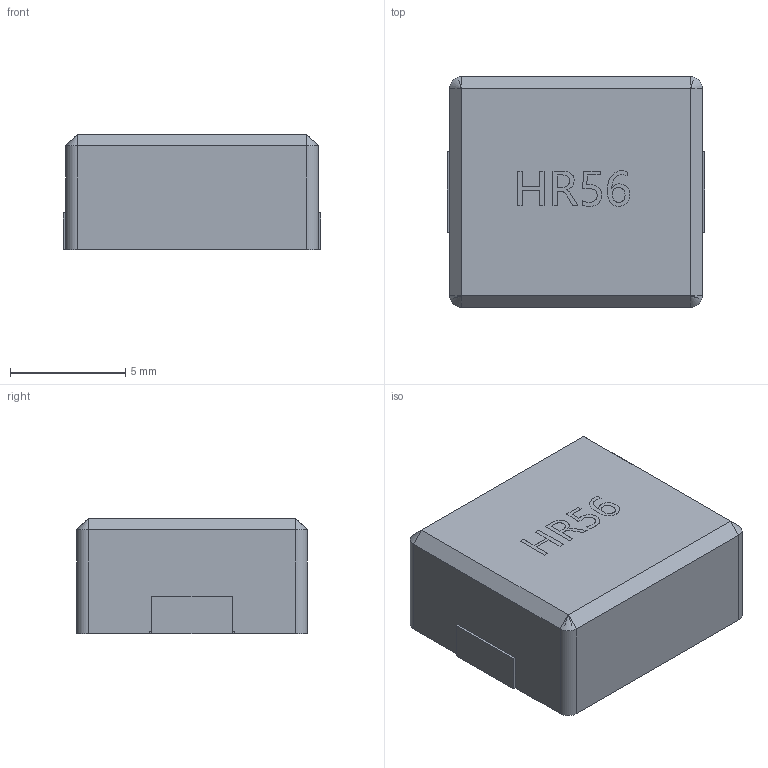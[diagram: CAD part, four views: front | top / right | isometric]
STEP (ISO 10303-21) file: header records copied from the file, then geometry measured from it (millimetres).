
FILE_DESCRIPTION(('FreeCAD Model'),'2;1');
FILE_NAME('Open CASCADE Shape Model','2024-03-25T13:21:14',(''),(''), 'Open CASCADE STEP processor 7.6','FreeCAD','Unknown');
FILE_SCHEMA(('AUTOMOTIVE_DESIGN { 1 0 10303 214 1 1 1 1 }'));
Length unit declared in the file: millimetre
Products named in the file (6): L1; IND-SMD_L11.2-W10.0; COMPOUND004; COMPOUND001; COMPOUND002; COMPOUND003
Assembly tree (5 placements, depth 4):
  L1
    IND-SMD_L11.2-W10.0
      COMPOUND004
        COMPOUND001
        COMPOUND002
        COMPOUND003
Bounding box: 11.15 x 10 x 5.01 mm (x, y, z)
Volume: 542.3 mm3; surface area: 464.3 mm2
Topology: 3 solids, 3 shells, 389 faces, 1045 edges, 690 vertices
Faces by surface type: plane 244, bspline 137, cylinder 4, cone 4
Entity records: 17316 total; most frequent: CARTESIAN_POINT 5799, ORIENTED_EDGE 2082, DIRECTION 1287, EDGE_CURVE 1041, LINE 755, VECTOR 755, VERTEX_POINT 690, FACE_BOUND 421
